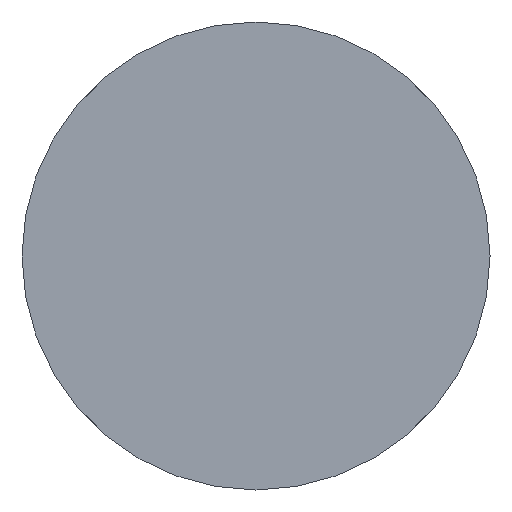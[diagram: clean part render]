
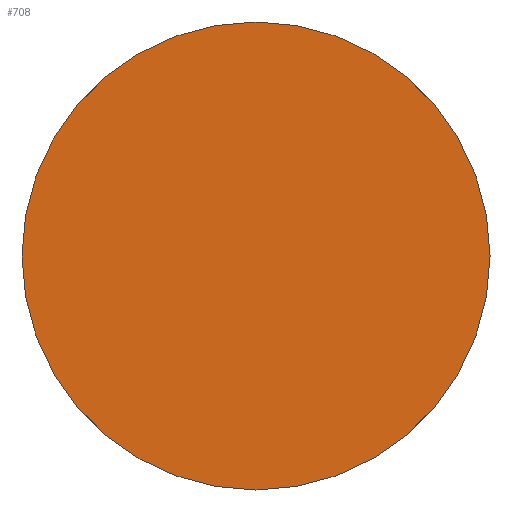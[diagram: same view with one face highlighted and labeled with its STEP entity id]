
A CAD part, front view. The second image highlights one B-rep face of the part: STEP entity #708.
In plain terms, the highlighted planar face has unit normal (0, -1, 0).
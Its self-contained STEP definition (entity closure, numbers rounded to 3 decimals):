
#105=PLANE('',#789);
#138=FACE_OUTER_BOUND('',#187,.T.);
#187=EDGE_LOOP('',(#674));
#209=CIRCLE('',#750,53.75);
#296=VERTEX_POINT('',#1091);
#378=EDGE_CURVE('',#296,#296,#209,.T.);
#674=ORIENTED_EDGE('',*,*,#378,.T.);
#708=ADVANCED_FACE('',(#138),#105,.F.);
#750=AXIS2_PLACEMENT_3D('',#1092,#846,#847);
#789=AXIS2_PLACEMENT_3D('',#1915,#945,#946);
#846=DIRECTION('center_axis',(0.,-1.,0.));
#847=DIRECTION('ref_axis',(1.,0.,0.));
#945=DIRECTION('center_axis',(0.,1.,0.));
#946=DIRECTION('ref_axis',(1.,0.,0.));
#1091=CARTESIAN_POINT('',(-53.75,-2.5,0.));
#1092=CARTESIAN_POINT('Origin',(0.,-2.5,0.));
#1915=CARTESIAN_POINT('Origin',(0.,-2.5,0.));
